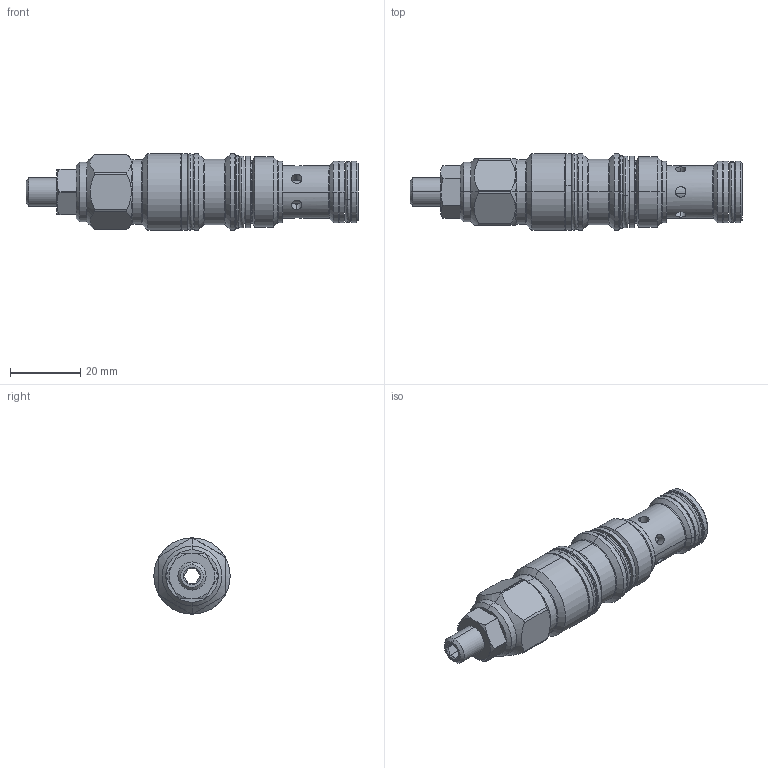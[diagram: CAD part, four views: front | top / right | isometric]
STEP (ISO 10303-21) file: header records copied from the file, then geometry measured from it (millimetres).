
FILE_DESCRIPTION (( 'STEP AP214' ), '1' );
FILE_NAME ('C000D210031100A.STEP', '2018-09-13T06:26:56', ( 'Fabio Pellicciari' ), ( '' ), 'SwSTEP 2.0', 'SolidWorks 2015', '' );
FILE_SCHEMA (( 'AUTOMOTIVE_DESIGN' ));
Length unit declared in the file: millimetre
Products named in the file (1): C000D210031100A
Bounding box: 94.84 x 21.8 x 21.8 mm (x, y, z)
Surface area: 9089.8 mm2 (no closed solid volume)
Topology: 0 solids, 19 shells, 218 faces, 515 edges, 315 vertices
Faces by surface type: cylinder 76, cone 58, plane 44, torus 40
Entity records: 9542 total; most frequent: CARTESIAN_POINT 2053, DIRECTION 1169, ORIENTED_EDGE 946, EDGE_CURVE 515, AXIS2_PLACEMENT_3D 505, VERTEX_POINT 315, CIRCLE 286, EDGE_LOOP 243
